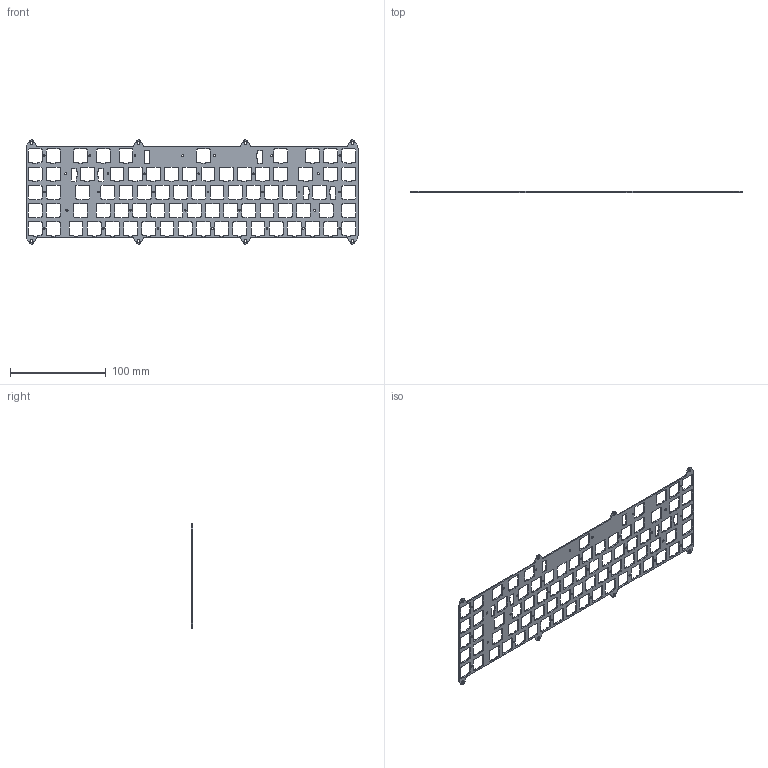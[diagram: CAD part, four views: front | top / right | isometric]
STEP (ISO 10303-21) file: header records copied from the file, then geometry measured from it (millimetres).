
FILE_DESCRIPTION (( 'STEP AP214' ), '1' );
FILE_NAME ('Styrka_RGB_7U_Split-BS_Plate.STEP', '2023-07-14T17:27:44', ( '' ), ( '' ), 'SwSTEP 2.0', 'SolidWorks 2019', '' );
FILE_SCHEMA (( 'AUTOMOTIVE_DESIGN' ));
Length unit declared in the file: millimetre
Products named in the file (1): Styrka_RGB_7U_Split-BS_Plate
Bounding box: 347.66 x 1.2 x 109.25 mm (x, y, z)
Volume: 20057.4 mm3; surface area: 40393.9 mm2
Topology: 1 solids, 1 shells, 1308 faces, 3906 edges, 2600 vertices
Faces by surface type: cylinder 772, plane 524, cone 12
Entity records: 45096 total; most frequent: DIRECTION 8080, CARTESIAN_POINT 7815, ORIENTED_EDGE 7812, EDGE_CURVE 3906, AXIS2_PLACEMENT_3D 2865, VERTEX_POINT 2600, LINE 2350, VECTOR 2350
